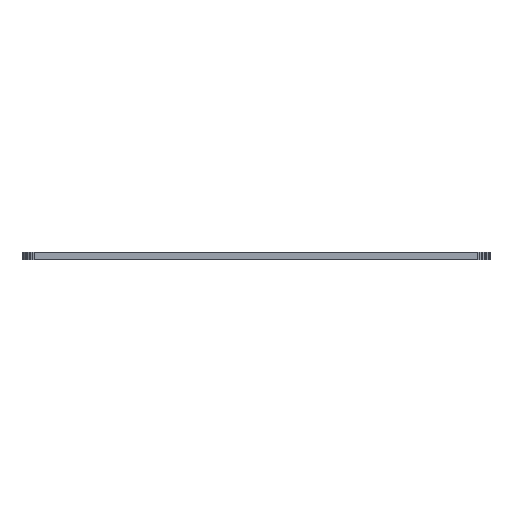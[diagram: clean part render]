
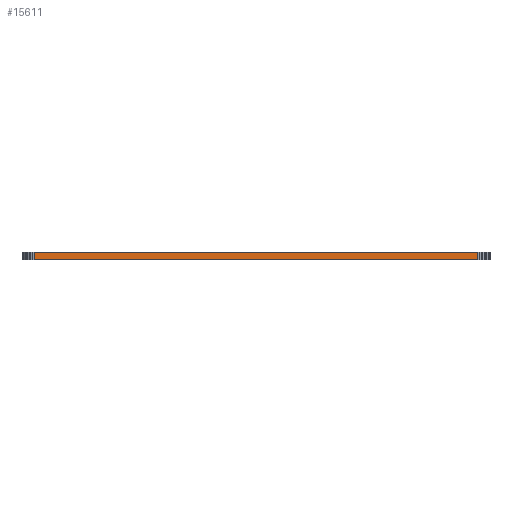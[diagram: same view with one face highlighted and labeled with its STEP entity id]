
A CAD part, left-side view. The second image highlights one B-rep face of the part: STEP entity #15611.
In plain terms, the highlighted planar face has unit normal (-1, 0, 0).
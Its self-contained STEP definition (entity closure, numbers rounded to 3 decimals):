
#90 = PLANE('',#91);
#91 = AXIS2_PLACEMENT_3D('',#92,#93,#94);
#92 = CARTESIAN_POINT('',(147.951,-91.698,1.18));
#93 = DIRECTION('',(-0.,-0.,-1.));
#94 = DIRECTION('',(-1.,0.,0.));
#144 = PLANE('',#145);
#145 = AXIS2_PLACEMENT_3D('',#146,#147,#148);
#146 = CARTESIAN_POINT('',(147.951,-91.698,0.));
#147 = DIRECTION('',(-0.,-0.,-1.));
#148 = DIRECTION('',(-1.,0.,0.));
#1177 = VERTEX_POINT('',#1178);
#1178 = CARTESIAN_POINT('',(19.364,-127.798,0.));
#1192 = PLANE('',#1193);
#1193 = AXIS2_PLACEMENT_3D('',#1194,#1195,#1196);
#1194 = CARTESIAN_POINT('',(19.384,-128.082,0.));
#1195 = DIRECTION('',(-0.997,-0.071,0.));
#1196 = DIRECTION('',(-0.071,0.997,0.));
#1204 = EDGE_CURVE('',#1177,#1205,#1207,.T.);
#1205 = VERTEX_POINT('',#1206);
#1206 = CARTESIAN_POINT('',(19.364,-55.598,0.));
#1207 = SURFACE_CURVE('',#1208,(#1212,#1219),.PCURVE_S1.);
#1208 = LINE('',#1209,#1210);
#1209 = CARTESIAN_POINT('',(19.364,-127.798,0.));
#1210 = VECTOR('',#1211,1.);
#1211 = DIRECTION('',(0.,1.,0.));
#1212 = PCURVE('',#144,#1213);
#1213 = DEFINITIONAL_REPRESENTATION('',(#1214),#1218);
#1214 = LINE('',#1215,#1216);
#1215 = CARTESIAN_POINT('',(128.588,-36.1));
#1216 = VECTOR('',#1217,1.);
#1217 = DIRECTION('',(0.,1.));
#1218 = ( GEOMETRIC_REPRESENTATION_CONTEXT(2) 
PARAMETRIC_REPRESENTATION_CONTEXT() REPRESENTATION_CONTEXT('2D SPACE',''
  ) );
#1219 = PCURVE('',#1220,#1225);
#1220 = PLANE('',#1221);
#1221 = AXIS2_PLACEMENT_3D('',#1222,#1223,#1224);
#1222 = CARTESIAN_POINT('',(19.364,-127.798,0.));
#1223 = DIRECTION('',(-1.,0.,0.));
#1224 = DIRECTION('',(0.,1.,0.));
#1225 = DEFINITIONAL_REPRESENTATION('',(#1226),#1230);
#1226 = LINE('',#1227,#1228);
#1227 = CARTESIAN_POINT('',(0.,0.));
#1228 = VECTOR('',#1229,1.);
#1229 = DIRECTION('',(1.,0.));
#1230 = ( GEOMETRIC_REPRESENTATION_CONTEXT(2) 
PARAMETRIC_REPRESENTATION_CONTEXT() REPRESENTATION_CONTEXT('2D SPACE',''
  ) );
#1248 = PLANE('',#1249);
#1249 = AXIS2_PLACEMENT_3D('',#1250,#1251,#1252);
#1250 = CARTESIAN_POINT('',(19.364,-55.598,0.));
#1251 = DIRECTION('',(-0.997,0.071,0.));
#1252 = DIRECTION('',(0.071,0.997,0.));
#9040 = VERTEX_POINT('',#9041);
#9041 = CARTESIAN_POINT('',(19.364,-127.798,1.18));
#9062 = EDGE_CURVE('',#9040,#9063,#9065,.T.);
#9063 = VERTEX_POINT('',#9064);
#9064 = CARTESIAN_POINT('',(19.364,-55.598,1.18));
#9065 = SURFACE_CURVE('',#9066,(#9070,#9077),.PCURVE_S1.);
#9066 = LINE('',#9067,#9068);
#9067 = CARTESIAN_POINT('',(19.364,-127.798,1.18));
#9068 = VECTOR('',#9069,1.);
#9069 = DIRECTION('',(0.,1.,0.));
#9070 = PCURVE('',#90,#9071);
#9071 = DEFINITIONAL_REPRESENTATION('',(#9072),#9076);
#9072 = LINE('',#9073,#9074);
#9073 = CARTESIAN_POINT('',(128.588,-36.1));
#9074 = VECTOR('',#9075,1.);
#9075 = DIRECTION('',(0.,1.));
#9076 = ( GEOMETRIC_REPRESENTATION_CONTEXT(2) 
PARAMETRIC_REPRESENTATION_CONTEXT() REPRESENTATION_CONTEXT('2D SPACE',''
  ) );
#9077 = PCURVE('',#1220,#9078);
#9078 = DEFINITIONAL_REPRESENTATION('',(#9079),#9083);
#9079 = LINE('',#9080,#9081);
#9080 = CARTESIAN_POINT('',(0.,-1.18));
#9081 = VECTOR('',#9082,1.);
#9082 = DIRECTION('',(1.,0.));
#9083 = ( GEOMETRIC_REPRESENTATION_CONTEXT(2) 
PARAMETRIC_REPRESENTATION_CONTEXT() REPRESENTATION_CONTEXT('2D SPACE',''
  ) );
#15561 = EDGE_CURVE('',#1205,#9063,#15562,.T.);
#15562 = SURFACE_CURVE('',#15563,(#15567,#15574),.PCURVE_S1.);
#15563 = LINE('',#15564,#15565);
#15564 = CARTESIAN_POINT('',(19.364,-55.598,0.));
#15565 = VECTOR('',#15566,1.);
#15566 = DIRECTION('',(0.,0.,1.));
#15567 = PCURVE('',#1248,#15568);
#15568 = DEFINITIONAL_REPRESENTATION('',(#15569),#15573);
#15569 = LINE('',#15570,#15571);
#15570 = CARTESIAN_POINT('',(0.,0.));
#15571 = VECTOR('',#15572,1.);
#15572 = DIRECTION('',(0.,-1.));
#15573 = ( GEOMETRIC_REPRESENTATION_CONTEXT(2) 
PARAMETRIC_REPRESENTATION_CONTEXT() REPRESENTATION_CONTEXT('2D SPACE',''
  ) );
#15574 = PCURVE('',#1220,#15575);
#15575 = DEFINITIONAL_REPRESENTATION('',(#15576),#15580);
#15576 = LINE('',#15577,#15578);
#15577 = CARTESIAN_POINT('',(72.2,0.));
#15578 = VECTOR('',#15579,1.);
#15579 = DIRECTION('',(0.,-1.));
#15580 = ( GEOMETRIC_REPRESENTATION_CONTEXT(2) 
PARAMETRIC_REPRESENTATION_CONTEXT() REPRESENTATION_CONTEXT('2D SPACE',''
  ) );
#15611 = ADVANCED_FACE('',(#15612),#1220,.T.);
#15612 = FACE_BOUND('',#15613,.T.);
#15613 = EDGE_LOOP('',(#15614,#15635,#15636,#15637));
#15614 = ORIENTED_EDGE('',*,*,#15615,.T.);
#15615 = EDGE_CURVE('',#1177,#9040,#15616,.T.);
#15616 = SURFACE_CURVE('',#15617,(#15621,#15628),.PCURVE_S1.);
#15617 = LINE('',#15618,#15619);
#15618 = CARTESIAN_POINT('',(19.364,-127.798,0.));
#15619 = VECTOR('',#15620,1.);
#15620 = DIRECTION('',(0.,0.,1.));
#15621 = PCURVE('',#1220,#15622);
#15622 = DEFINITIONAL_REPRESENTATION('',(#15623),#15627);
#15623 = LINE('',#15624,#15625);
#15624 = CARTESIAN_POINT('',(0.,0.));
#15625 = VECTOR('',#15626,1.);
#15626 = DIRECTION('',(0.,-1.));
#15627 = ( GEOMETRIC_REPRESENTATION_CONTEXT(2) 
PARAMETRIC_REPRESENTATION_CONTEXT() REPRESENTATION_CONTEXT('2D SPACE',''
  ) );
#15628 = PCURVE('',#1192,#15629);
#15629 = DEFINITIONAL_REPRESENTATION('',(#15630),#15634);
#15630 = LINE('',#15631,#15632);
#15631 = CARTESIAN_POINT('',(0.285,0.));
#15632 = VECTOR('',#15633,1.);
#15633 = DIRECTION('',(0.,-1.));
#15634 = ( GEOMETRIC_REPRESENTATION_CONTEXT(2) 
PARAMETRIC_REPRESENTATION_CONTEXT() REPRESENTATION_CONTEXT('2D SPACE',''
  ) );
#15635 = ORIENTED_EDGE('',*,*,#9062,.T.);
#15636 = ORIENTED_EDGE('',*,*,#15561,.F.);
#15637 = ORIENTED_EDGE('',*,*,#1204,.F.);
